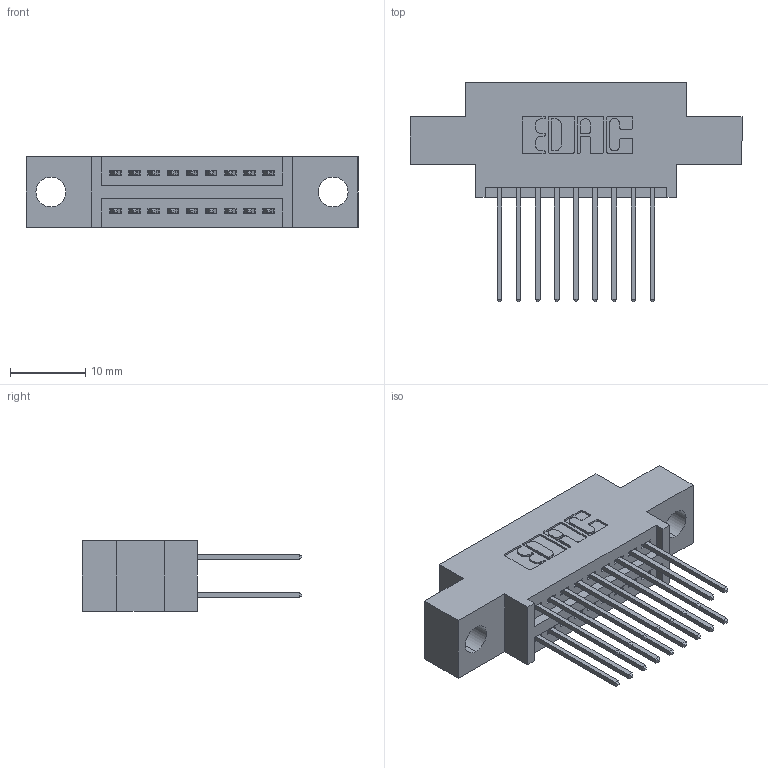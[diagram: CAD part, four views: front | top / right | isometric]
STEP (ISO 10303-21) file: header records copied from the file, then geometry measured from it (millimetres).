
FILE_DESCRIPTION (( 'STEP AP203' ), '1' );
FILE_NAME ('345-018-540-804.STEP', '2018-08-19T07:48:15', ( '' ), ( '' ), 'SwSTEP 2.0', 'SolidWorks 2016', '' );
FILE_SCHEMA (( 'CONFIG_CONTROL_DESIGN' ));
Length unit declared in the file: inch
Products named in the file (3): 345 Part_0.170 Offset - 0.156 Dia-TH; 345-292-001_345-293-140; 345-018-540-804
Assembly tree (19 placements, depth 2):
  345-018-540-804
    345 Part_0.170 Offset - 0.156 Dia-TH
    345-292-001_345-293-140  x18
Bounding box: 44.07 x 29.13 x 9.4 mm (x, y, z)
Volume: 3841.6 mm3; surface area: 5314.6 mm2
Topology: 19 solids, 19 shells, 1030 faces, 3035 edges, 1998 vertices
Faces by surface type: plane 678, cylinder 352
Entity records: 11657 total; most frequent: CARTESIAN_POINT 1988, ORIENTED_EDGE 1922, DIRECTION 1793, EDGE_CURVE 961, LINE 793, VECTOR 793, VERTEX_POINT 638, AXIS2_PLACEMENT_3D 500
